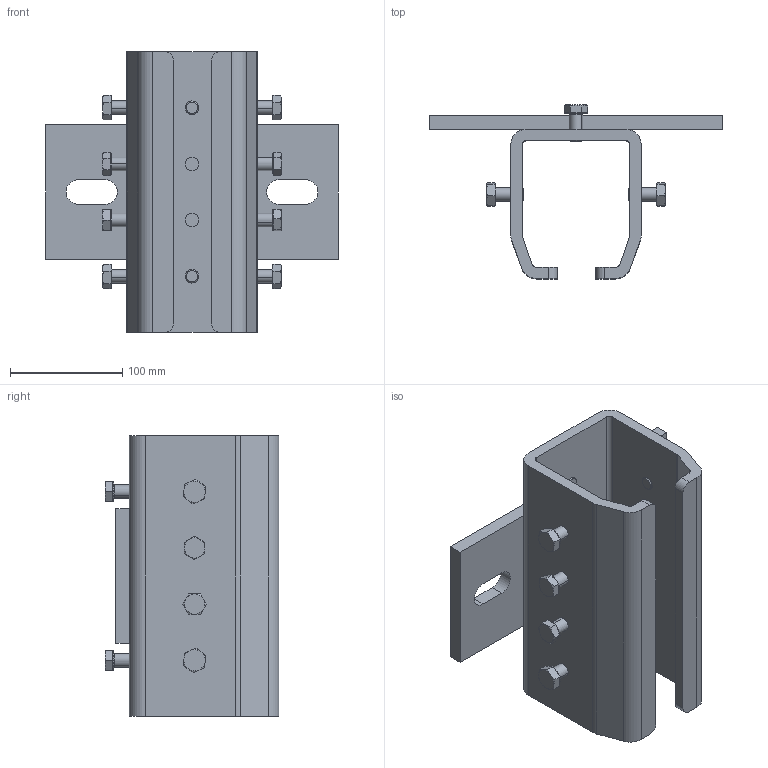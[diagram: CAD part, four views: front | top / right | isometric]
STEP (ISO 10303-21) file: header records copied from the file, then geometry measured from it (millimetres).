
FILE_DESCRIPTION (( 'STEP AP203' ), '1' );
FILE_NAME ('1.27.B30.STEP', '2018-01-11T08:06:35', ( '' ), ( '' ), 'SwSTEP 2.0', 'SolidWorks 2017', '' );
FILE_SCHEMA (( 'CONFIG_CONTROL_DESIGN' ));
Length unit declared in the file: millimetre
Products named in the file (2): 1.27.B30
Bounding box: 260 x 154.5 x 250 mm (x, y, z)
Volume: 1373583.3 mm3; surface area: 302178.3 mm2
Topology: 12 solids, 12 shells, 377 faces, 842 edges, 503 vertices
Faces by surface type: plane 181, cylinder 92, cone 80, torus 20, sphere 4
Entity records: 11011 total; most frequent: CARTESIAN_POINT 2442, DIRECTION 1834, ORIENTED_EDGE 1680, EDGE_CURVE 840, AXIS2_PLACEMENT_3D 735, VERTEX_POINT 503, EDGE_LOOP 421, FACE_OUTER_BOUND 377
